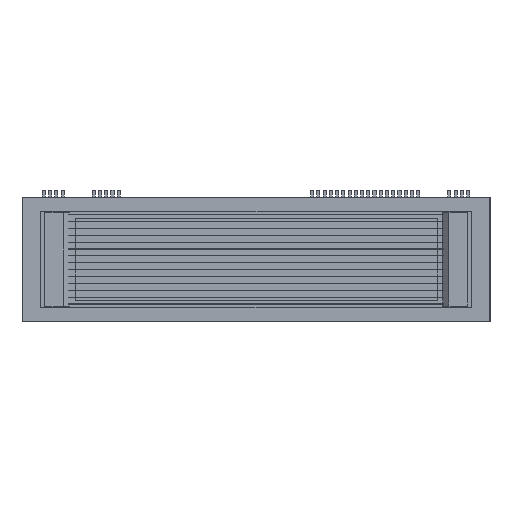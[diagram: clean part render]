
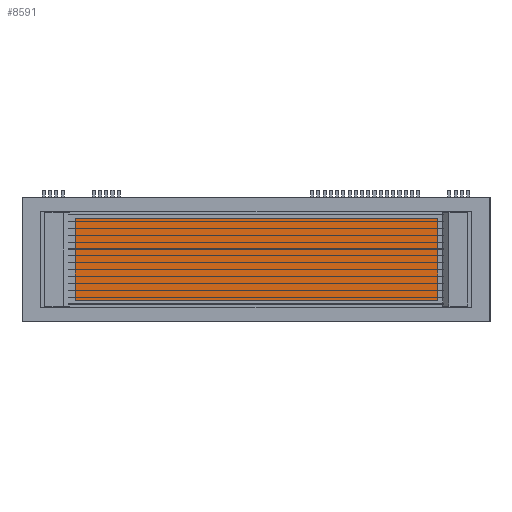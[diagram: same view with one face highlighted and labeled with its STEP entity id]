
A CAD part, top view. The second image highlights one B-rep face of the part: STEP entity #8591.
In plain terms, the highlighted planar face has unit normal (0, 0, 1).
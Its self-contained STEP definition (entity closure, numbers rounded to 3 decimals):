
#36 = EDGE_CURVE ( 'NONE', #13943, #18223, #18710, .T. ) ;
#133 = CARTESIAN_POINT ( 'NONE',  ( 58.332, -13.016, 3. ) ) ;
#674 = DIRECTION ( 'NONE',  ( 0., -1., 0. ) ) ;
#709 = PLANE ( 'NONE',  #10461 ) ;
#1487 = DIRECTION ( 'NONE',  ( 0., 0., 1. ) ) ;
#1577 = CARTESIAN_POINT ( 'NONE',  ( -58.003, 13.129, 3. ) ) ;
#2995 = VECTOR ( 'NONE', #674, 1000. ) ;
#3270 = CARTESIAN_POINT ( 'NONE',  ( -58.003, -13.016, 3. ) ) ;
#3619 = ORIENTED_EDGE ( 'NONE', *, *, #19747, .T. ) ;
#3637 = LINE ( 'NONE', #13287, #17008 ) ;
#4582 = ORIENTED_EDGE ( 'NONE', *, *, #20794, .T. ) ;
#5881 = VECTOR ( 'NONE', #20480, 1000. ) ;
#6396 = DIRECTION ( 'NONE',  ( 0., 1., 0. ) ) ;
#6987 = VERTEX_POINT ( 'NONE', #16025 ) ;
#7434 = LINE ( 'NONE', #19373, #16784 ) ;
#8591 = ADVANCED_FACE ( 'NONE', ( #16186 ), #709, .T. ) ;
#8739 = ORIENTED_EDGE ( 'NONE', *, *, #17914, .T. ) ;
#9256 = LINE ( 'NONE', #16154, #2995 ) ;
#9747 = VERTEX_POINT ( 'NONE', #1577 ) ;
#10461 = AXIS2_PLACEMENT_3D ( 'NONE', #11416, #1487, #18527 ) ;
#11416 = CARTESIAN_POINT ( 'NONE',  ( 0., 0., 3. ) ) ;
#12685 = ORIENTED_EDGE ( 'NONE', *, *, #36, .T. ) ;
#13287 = CARTESIAN_POINT ( 'NONE',  ( 58.332, 13.129, 3. ) ) ;
#13943 = VERTEX_POINT ( 'NONE', #18008 ) ;
#14353 = EDGE_LOOP ( 'NONE', ( #3619, #12685, #8739, #4582 ) ) ;
#16025 = CARTESIAN_POINT ( 'NONE',  ( 58.332, 13.129, 3. ) ) ;
#16154 = CARTESIAN_POINT ( 'NONE',  ( -58.003, 13.129, 3. ) ) ;
#16186 = FACE_OUTER_BOUND ( 'NONE', #14353, .T. ) ;
#16784 = VECTOR ( 'NONE', #21142, 1000. ) ;
#17008 = VECTOR ( 'NONE', #6396, 1000. ) ;
#17914 = EDGE_CURVE ( 'NONE', #18223, #6987, #3637, .T. ) ;
#18008 = CARTESIAN_POINT ( 'NONE',  ( -58.003, -13.016, 3. ) ) ;
#18223 = VERTEX_POINT ( 'NONE', #133 ) ;
#18527 = DIRECTION ( 'NONE',  ( 0., -1., 0. ) ) ;
#18710 = LINE ( 'NONE', #3270, #5881 ) ;
#19373 = CARTESIAN_POINT ( 'NONE',  ( -58.003, 13.129, 3. ) ) ;
#19747 = EDGE_CURVE ( 'NONE', #9747, #13943, #9256, .T. ) ;
#20480 = DIRECTION ( 'NONE',  ( 1., 0., 0. ) ) ;
#20794 = EDGE_CURVE ( 'NONE', #6987, #9747, #7434, .T. ) ;
#21142 = DIRECTION ( 'NONE',  ( -1., 0., 0. ) ) ;
